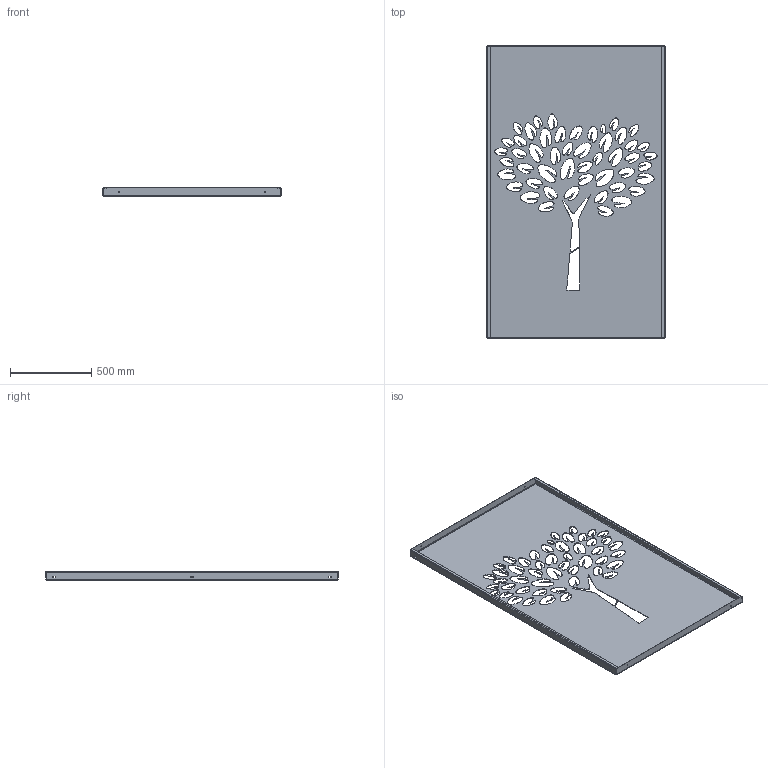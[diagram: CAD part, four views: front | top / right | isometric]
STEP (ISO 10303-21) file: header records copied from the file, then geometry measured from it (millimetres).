
FILE_DESCRIPTION (( 'STEP AP203' ), '1' );
FILE_NAME ('APA07.STEP', '2019-10-18T08:22:39', ( '' ), ( '' ), 'SwSTEP 2.0', 'SolidWorks 2019', '' );
FILE_SCHEMA (( 'CONFIG_CONTROL_DESIGN' ));
Length unit declared in the file: millimetre
Products named in the file (1): APA07
Bounding box: 1100 x 1800 x 50 mm (x, y, z)
Volume: 6121912.4 mm3; surface area: 4158272 mm2
Topology: 1 solids, 1 shells, 599 faces, 1743 edges, 1146 vertices
Faces by surface type: bspline 507, plane 51, cylinder 41
Entity records: 23202 total; most frequent: CARTESIAN_POINT 10560, ORIENTED_EDGE 3486, EDGE_CURVE 1743, VERTEX_POINT 1146, B_SPLINE_CURVE_WITH_KNOTS 1014, DIRECTION 981, EDGE_LOOP 721, VECTOR 663
